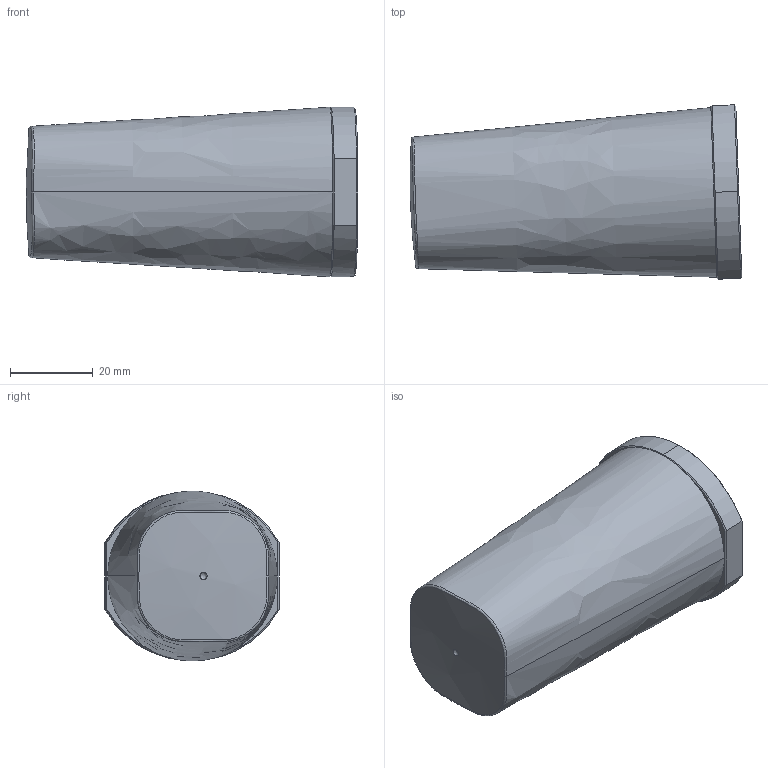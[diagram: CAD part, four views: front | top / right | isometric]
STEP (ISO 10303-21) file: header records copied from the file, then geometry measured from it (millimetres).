
FILE_DESCRIPTION (( 'STEP AP214' ), '1' );
FILE_NAME ('TLS.20.1F11_Web .STEP', '2022-03-15T16:28:25', ( '' ), ( '' ), 'SwSTEP 2.0', 'SolidWorks 2018', '' );
FILE_SCHEMA (( 'AUTOMOTIVE_DESIGN' ));
Length unit declared in the file: millimetre
Products named in the file (1): TLS.20.1F11_Web 
Bounding box: 80.25 x 42.16 x 41.06 mm (x, y, z)
Surface area: 13341.8 mm2 (no closed solid volume)
Topology: 0 solids, 3 shells, 91 faces, 301 edges, 218 vertices
Faces by surface type: cylinder 46, plane 19, cone 18, bspline 8
Entity records: 11017 total; most frequent: CARTESIAN_POINT 7674, ORIENTED_EDGE 574, DIRECTION 345, EDGE_CURVE 301, VERTEX_POINT 218, B_SPLINE_CURVE_WITH_KNOTS 165, AXIS2_PLACEMENT_3D 136, EDGE_LOOP 100
